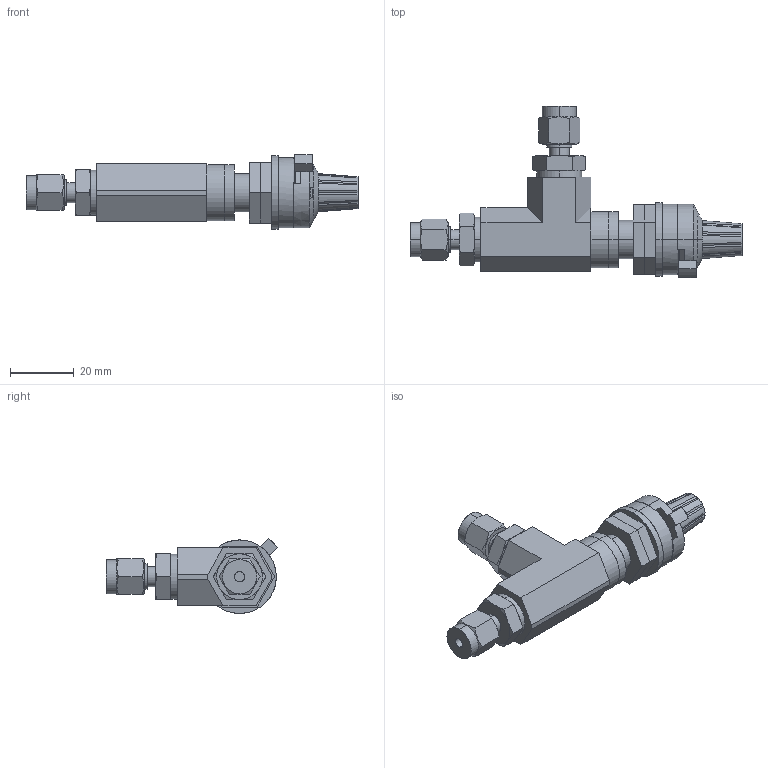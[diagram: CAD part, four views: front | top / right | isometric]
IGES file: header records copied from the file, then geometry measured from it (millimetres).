
Start section: SolidWorks IGES file using analytic representation for surfaces
Global section: file name: FMNV2-LT-T1-F.IGS; native system: SolidWorks 2015; preprocessor: SolidWorks 2015; author: miyagi; date: 150121.181028; units: millimetre
Bounding box: 103.9 x 53.63 x 23.43 mm (x, y, z)
Surface area: 12631.2 mm2 (no closed solid volume)
Topology: 0 solids, 0 shells, 239 faces, 2865 edges, 2865 vertices
Faces by surface type: revolution 135, bspline 104
